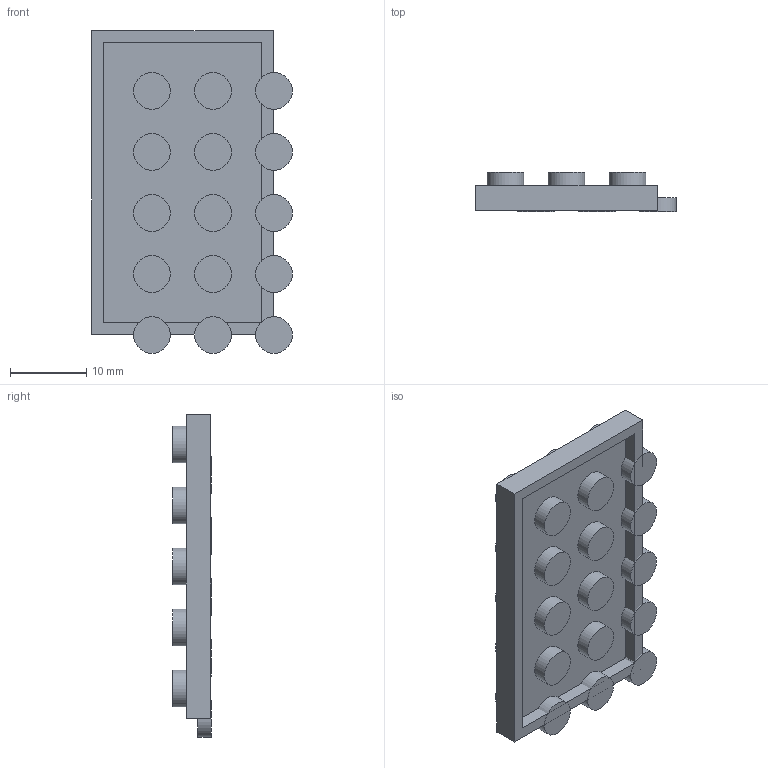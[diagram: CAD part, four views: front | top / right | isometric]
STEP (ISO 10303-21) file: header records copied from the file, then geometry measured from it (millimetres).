
FILE_DESCRIPTION((('zoo.dev export')), '2;1');
FILE_NAME('dump.step', '1970-01-01T00:00:00.0+00:00', ('Author unknown'), ('Organization unknown'), 'zoo.dev beta', 'zoo.dev', 'Authorization unknown');
FILE_SCHEMA(('AP203_CONFIGURATION_CONTROLLED_3D_DESIGN_OF_MECHANICAL_PARTS_AND_ASSEMBLIES_MIM_LF'));
Length unit declared in the file: metre
Products named in the file (16): UNIDENTIFIED_PRODUCT
Bounding box: 26.3 x 5.1 x 42.3 mm (x, y, z)
Volume: 2707.1 mm3; surface area: 3854.5 mm2
Topology: 16 solids, 16 shells, 86 faces, 114 edges, 76 vertices
Faces by surface type: plane 56, cylinder 30
Full cylindrical faces by diameter (mm): 4.8 x30
Entity records: 1805 total; most frequent: DIRECTION 290, CARTESIAN_POINT 276, ORIENTED_EDGE 168, AXIS2_PLACEMENT_3D 146, EDGE_LOOP 132, FACE_BOUND 132, EDGE_CURVE 114, ADVANCED_FACE 86
